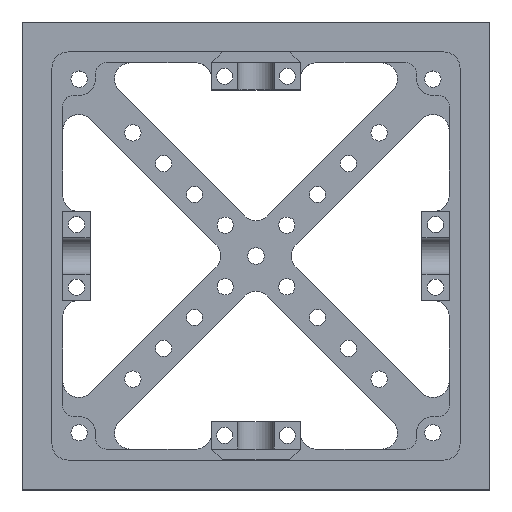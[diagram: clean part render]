
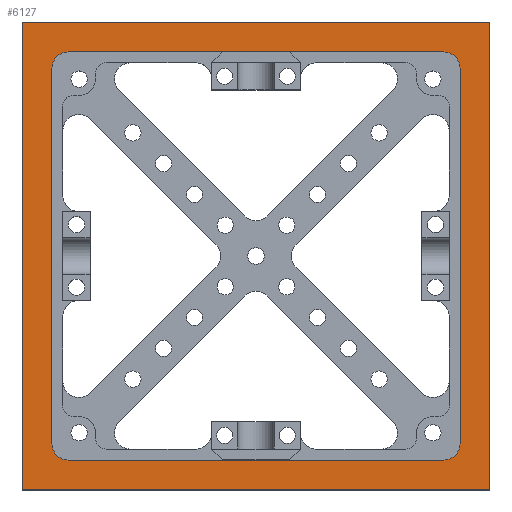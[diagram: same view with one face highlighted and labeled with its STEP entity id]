
A CAD part, top view. The second image highlights one B-rep face of the part: STEP entity #6127.
In plain terms, the highlighted planar face has unit normal (0, 0, 1).
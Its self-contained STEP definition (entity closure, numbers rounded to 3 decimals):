
#112=FACE_BOUND('',#790,.T.);
#213=CIRCLE('',#6494,3.);
#214=CIRCLE('',#6495,3.);
#215=CIRCLE('',#6496,3.);
#216=CIRCLE('',#6497,3.);
#473=FACE_OUTER_BOUND('',#789,.T.);
#789=EDGE_LOOP('',(#4828,#4829,#4830,#4831));
#790=EDGE_LOOP('',(#4832,#4833,#4834,#4835,#4836,#4837,#4838,#4839));
#1079=LINE('',#8631,#1797);
#1082=LINE('',#8636,#1800);
#1491=LINE('',#9587,#2209);
#1493=LINE('',#9590,#2211);
#1511=LINE('',#9650,#2229);
#1512=LINE('',#9654,#2230);
#1513=LINE('',#9658,#2231);
#1514=LINE('',#9661,#2232);
#1797=VECTOR('',#6888,86.);
#1800=VECTOR('',#6893,86.);
#2209=VECTOR('',#7740,86.);
#2211=VECTOR('',#7744,86.);
#2229=VECTOR('',#7796,69.);
#2230=VECTOR('',#7799,69.);
#2231=VECTOR('',#7802,69.);
#2232=VECTOR('',#7805,69.);
#2555=VERTEX_POINT('',#8629);
#2556=VERTEX_POINT('',#8630);
#2557=VERTEX_POINT('',#8635);
#2796=VERTEX_POINT('',#9586);
#2819=VERTEX_POINT('',#9646);
#2820=VERTEX_POINT('',#9647);
#2821=VERTEX_POINT('',#9649);
#2822=VERTEX_POINT('',#9651);
#2823=VERTEX_POINT('',#9653);
#2824=VERTEX_POINT('',#9655);
#2825=VERTEX_POINT('',#9657);
#2826=VERTEX_POINT('',#9659);
#3117=EDGE_CURVE('',#2555,#2556,#1079,.T.);
#3120=EDGE_CURVE('',#2557,#2555,#1082,.T.);
#3556=EDGE_CURVE('',#2796,#2557,#1491,.T.);
#3558=EDGE_CURVE('',#2556,#2796,#1493,.T.);
#3584=EDGE_CURVE('',#2819,#2820,#213,.T.);
#3585=EDGE_CURVE('',#2821,#2819,#1511,.T.);
#3586=EDGE_CURVE('',#2822,#2821,#214,.T.);
#3587=EDGE_CURVE('',#2823,#2822,#1512,.T.);
#3588=EDGE_CURVE('',#2824,#2823,#215,.T.);
#3589=EDGE_CURVE('',#2825,#2824,#1513,.T.);
#3590=EDGE_CURVE('',#2826,#2825,#216,.T.);
#3591=EDGE_CURVE('',#2820,#2826,#1514,.T.);
#4828=ORIENTED_EDGE('',*,*,#3556,.F.);
#4829=ORIENTED_EDGE('',*,*,#3558,.F.);
#4830=ORIENTED_EDGE('',*,*,#3117,.F.);
#4831=ORIENTED_EDGE('',*,*,#3120,.F.);
#4832=ORIENTED_EDGE('',*,*,#3584,.F.);
#4833=ORIENTED_EDGE('',*,*,#3585,.F.);
#4834=ORIENTED_EDGE('',*,*,#3586,.F.);
#4835=ORIENTED_EDGE('',*,*,#3587,.F.);
#4836=ORIENTED_EDGE('',*,*,#3588,.F.);
#4837=ORIENTED_EDGE('',*,*,#3589,.F.);
#4838=ORIENTED_EDGE('',*,*,#3590,.F.);
#4839=ORIENTED_EDGE('',*,*,#3591,.F.);
#5615=PLANE('',#6493);
#6127=ADVANCED_FACE('',(#473,#112),#5615,.T.);
#6493=AXIS2_PLACEMENT_3D('',#9645,#7792,#7793);
#6494=AXIS2_PLACEMENT_3D('',#9648,#7794,#7795);
#6495=AXIS2_PLACEMENT_3D('',#9652,#7797,#7798);
#6496=AXIS2_PLACEMENT_3D('',#9656,#7800,#7801);
#6497=AXIS2_PLACEMENT_3D('',#9660,#7803,#7804);
#6888=DIRECTION('',(0.,-1.,0.));
#6893=DIRECTION('',(1.,0.,0.));
#7740=DIRECTION('',(0.,1.,0.));
#7744=DIRECTION('',(-1.,0.,0.));
#7792=DIRECTION('center_axis',(0.,0.,1.));
#7793=DIRECTION('ref_axis',(0.,-1.,0.));
#7794=DIRECTION('center_axis',(0.,0.,1.));
#7795=DIRECTION('ref_axis',(0.,-1.,0.));
#7796=DIRECTION('',(1.,0.,0.));
#7797=DIRECTION('center_axis',(0.,0.,1.));
#7798=DIRECTION('ref_axis',(-1.,0.,0.));
#7799=DIRECTION('',(0.,-1.,0.));
#7800=DIRECTION('center_axis',(0.,0.,1.));
#7801=DIRECTION('ref_axis',(0.,1.,0.));
#7802=DIRECTION('',(-1.,0.,0.));
#7803=DIRECTION('center_axis',(0.,0.,1.));
#7804=DIRECTION('ref_axis',(1.,0.,0.));
#7805=DIRECTION('',(0.,1.,0.));
#8629=CARTESIAN_POINT('',(43.,105.845,-53.155));
#8630=CARTESIAN_POINT('',(43.,19.845,-53.155));
#8631=CARTESIAN_POINT('',(43.,105.845,-53.155));
#8635=CARTESIAN_POINT('',(-43.,105.845,-53.155));
#8636=CARTESIAN_POINT('',(-43.,105.845,-53.155));
#9586=CARTESIAN_POINT('',(-43.,19.845,-53.155));
#9587=CARTESIAN_POINT('',(-43.,19.845,-53.155));
#9590=CARTESIAN_POINT('',(43.,19.845,-53.155));
#9645=CARTESIAN_POINT('Origin',(0.,62.845,-53.155));
#9646=CARTESIAN_POINT('',(34.5,25.345,-53.155));
#9647=CARTESIAN_POINT('',(37.5,28.345,-53.155));
#9648=CARTESIAN_POINT('Origin',(34.5,28.345,-53.155));
#9649=CARTESIAN_POINT('',(-34.5,25.345,-53.155));
#9650=CARTESIAN_POINT('',(-34.5,25.345,-53.155));
#9651=CARTESIAN_POINT('',(-37.5,28.345,-53.155));
#9652=CARTESIAN_POINT('Origin',(-34.5,28.345,-53.155));
#9653=CARTESIAN_POINT('',(-37.5,97.345,-53.155));
#9654=CARTESIAN_POINT('',(-37.5,97.345,-53.155));
#9655=CARTESIAN_POINT('',(-34.5,100.345,-53.155));
#9656=CARTESIAN_POINT('Origin',(-34.5,97.345,-53.155));
#9657=CARTESIAN_POINT('',(34.5,100.345,-53.155));
#9658=CARTESIAN_POINT('',(34.5,100.345,-53.155));
#9659=CARTESIAN_POINT('',(37.5,97.345,-53.155));
#9660=CARTESIAN_POINT('Origin',(34.5,97.345,-53.155));
#9661=CARTESIAN_POINT('',(37.5,28.345,-53.155));
